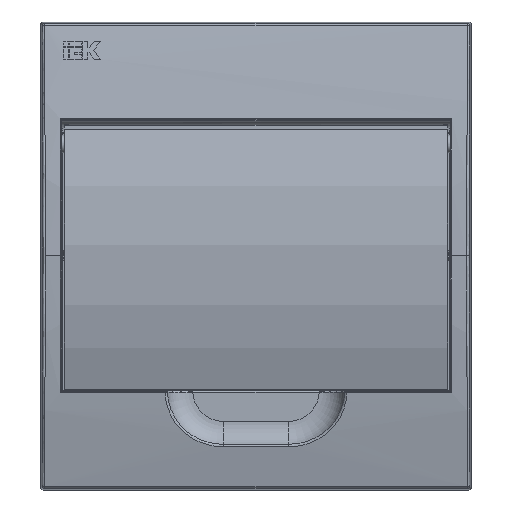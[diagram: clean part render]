
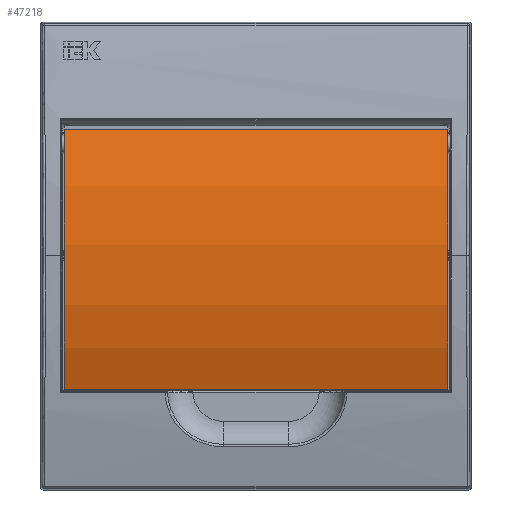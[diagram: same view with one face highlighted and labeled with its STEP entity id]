
A CAD part, top view. The second image highlights one B-rep face of the part: STEP entity #47218.
In plain terms, the highlighted cylindrical face has radius 164.613 mm (diameter 329.225 mm), a partial arc.
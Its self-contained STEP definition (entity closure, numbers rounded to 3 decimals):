
#266 = CARTESIAN_POINT ( 'NONE',  ( -81.92, 54.088, 85.784 ) ) ;
#626 = EDGE_CURVE ( 'NONE', #68036, #12848, #63743, .T. ) ;
#890 = LINE ( 'NONE', #47353, #58062 ) ;
#979 = CYLINDRICAL_SURFACE ( 'NONE', #49634, 164.613 ) ;
#12848 = VERTEX_POINT ( 'NONE', #51091 ) ;
#16262 = CARTESIAN_POINT ( 'NONE',  ( -81.699, -20.87, 98.654 ) ) ;
#16813 = CARTESIAN_POINT ( 'NONE',  ( 82., -1.181, -69.273 ) ) ;
#19470 = DIRECTION ( 'NONE',  ( -1., 0., 0. ) ) ;
#26898 = CARTESIAN_POINT ( 'NONE',  ( -81.695, 17.73, 98.743 ) ) ;
#28874 = ORIENTED_EDGE ( 'NONE', *, *, #37335, .T. ) ;
#29665 = FACE_OUTER_BOUND ( 'NONE', #66021, .T. ) ;
#35339 = VERTEX_POINT ( 'NONE', #266 ) ;
#37335 = EDGE_CURVE ( 'NONE', #35339, #57226, #46081, .T. ) ;
#38239 = DIRECTION ( 'NONE',  ( -1., 0., 0. ) ) ;
#41582 = EDGE_CURVE ( 'NONE', #68036, #35339, #890, .T. ) ;
#43351 = EDGE_CURVE ( 'NONE', #12848, #57226, #47862, .T. ) ;
#44477 = CARTESIAN_POINT ( 'NONE',  ( -81.93, -57.168, 85.526 ) ) ;
#46081 =( BOUNDED_CURVE ( )  B_SPLINE_CURVE ( 3, ( #63913, #26898, #16262, #53832 ),
 .UNSPECIFIED., .F., .F. ) 
 B_SPLINE_CURVE_WITH_KNOTS ( ( 4, 4 ),
 ( 2.802, 3.491 ),
 .UNSPECIFIED. ) 
 CURVE ( )  GEOMETRIC_REPRESENTATION_ITEM ( )  RATIONAL_B_SPLINE_CURVE ( ( 1., 0.961, 0.961, 1. ) ) 
 REPRESENTATION_ITEM ( '' )  );
#47218 = ADVANCED_FACE ( 'NONE', ( #29665 ), #979, .T. ) ;
#47353 = CARTESIAN_POINT ( 'NONE',  ( 82., 54.088, 85.784 ) ) ;
#47837 = ORIENTED_EDGE ( 'NONE', *, *, #43351, .F. ) ;
#47862 = LINE ( 'NONE', #51643, #65139 ) ;
#49634 = AXIS2_PLACEMENT_3D ( 'NONE', #16813, #38239, #54411 ) ;
#51091 = CARTESIAN_POINT ( 'NONE',  ( 81.93, -57.168, 85.526 ) ) ;
#51643 = CARTESIAN_POINT ( 'NONE',  ( 81.93, -57.168, 85.526 ) ) ;
#53832 = CARTESIAN_POINT ( 'NONE',  ( -81.93, -57.168, 85.526 ) ) ;
#54411 = DIRECTION ( 'NONE',  ( 0., -1., 0.003 ) ) ;
#56842 = CARTESIAN_POINT ( 'NONE',  ( 81.699, -20.87, 98.654 ) ) ;
#56914 = CARTESIAN_POINT ( 'NONE',  ( 81.93, -57.168, 85.526 ) ) ;
#57226 = VERTEX_POINT ( 'NONE', #44477 ) ;
#57342 = CARTESIAN_POINT ( 'NONE',  ( 81.695, 17.73, 98.743 ) ) ;
#58062 = VECTOR ( 'NONE', #58066, 1000. ) ;
#58066 = DIRECTION ( 'NONE',  ( -1., 0., 0. ) ) ;
#59394 = CARTESIAN_POINT ( 'NONE',  ( 81.92, 54.088, 85.784 ) ) ;
#60791 = ORIENTED_EDGE ( 'NONE', *, *, #626, .F. ) ;
#62270 = CARTESIAN_POINT ( 'NONE',  ( 81.92, 54.088, 85.784 ) ) ;
#62477 = ORIENTED_EDGE ( 'NONE', *, *, #41582, .T. ) ;
#63743 =( BOUNDED_CURVE ( )  B_SPLINE_CURVE ( 3, ( #59394, #57342, #56842, #56914 ),
 .UNSPECIFIED., .F., .F. ) 
 B_SPLINE_CURVE_WITH_KNOTS ( ( 4, 4 ),
 ( 5.944, 6.633 ),
 .UNSPECIFIED. ) 
 CURVE ( )  GEOMETRIC_REPRESENTATION_ITEM ( )  RATIONAL_B_SPLINE_CURVE ( ( 1., 0.961, 0.961, 1. ) ) 
 REPRESENTATION_ITEM ( '' )  );
#63913 = CARTESIAN_POINT ( 'NONE',  ( -81.92, 54.088, 85.784 ) ) ;
#65139 = VECTOR ( 'NONE', #19470, 1000. ) ;
#66021 = EDGE_LOOP ( 'NONE', ( #28874, #47837, #60791, #62477 ) ) ;
#68036 = VERTEX_POINT ( 'NONE', #62270 ) ;
